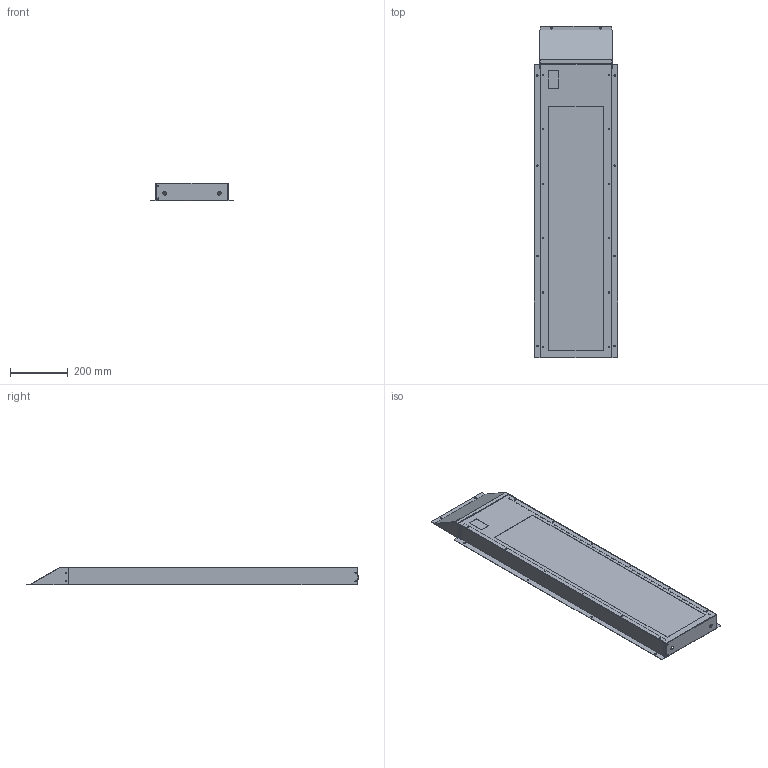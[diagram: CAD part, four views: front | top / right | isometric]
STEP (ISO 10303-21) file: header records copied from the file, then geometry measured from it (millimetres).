
FILE_DESCRIPTION (( 'STEP AP203' ), '1' );
FILE_NAME ('4600X_LED_Leuchte_998_Basismodul_VK.STEP', '2020-01-15T07:49:00', ( '' ), ( '' ), 'SwSTEP 2.0', 'SolidWorks 2019', '' );
FILE_SCHEMA (( 'CONFIG_CONTROL_DESIGN' ));
Length unit declared in the file: millimetre
Products named in the file (1): 4600X_LED_Leuchte_998_Basismodul_VK
Bounding box: 290 x 1153.83 x 60 mm (x, y, z)
Volume: 1682799.8 mm3; surface area: 1694171.7 mm2
Topology: 8 solids, 8 shells, 515 faces, 1245 edges, 752 vertices
Faces by surface type: plane 282, cylinder 205, cone 14, bspline 12, torus 2
Full cylindrical faces by diameter (mm): 2.5 x18, 2.7 x16, 3.6 x3, 4.2 x36, 4.4 x12, 6 x10, 12 x4, 12.2 x2, 12.5 x4
Entity records: 15113 total; most frequent: CARTESIAN_POINT 3076, DIRECTION 2484, ORIENTED_EDGE 2228, EDGE_CURVE 1114, AXIS2_PLACEMENT_3D 914, EDGE_LOOP 836, VERTEX_POINT 730, LINE 656
